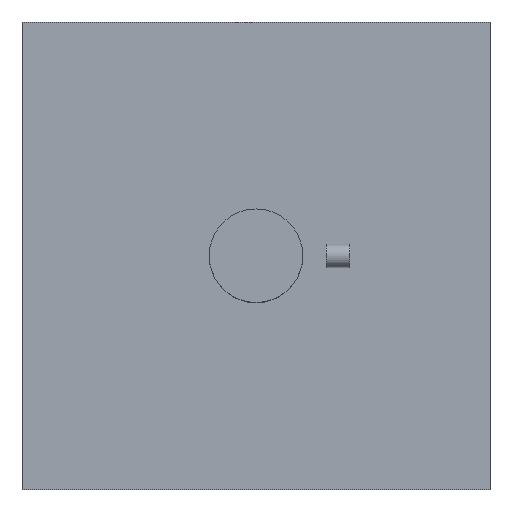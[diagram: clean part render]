
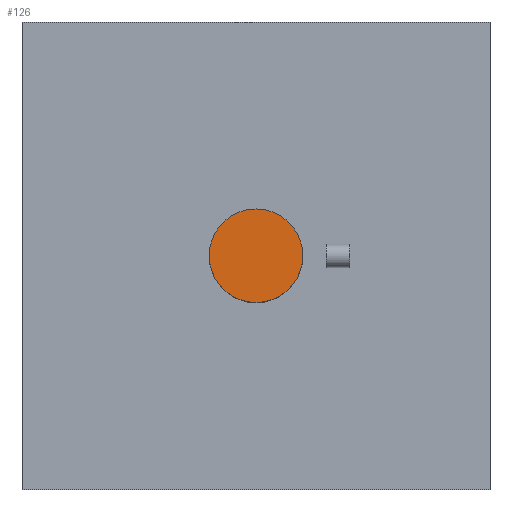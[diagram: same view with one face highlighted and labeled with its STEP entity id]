
A CAD part, top view. The second image highlights one B-rep face of the part: STEP entity #126.
In plain terms, the highlighted planar face has unit normal (0, 0, 1).
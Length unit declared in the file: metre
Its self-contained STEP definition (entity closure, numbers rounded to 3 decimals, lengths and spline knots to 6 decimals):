
#126=ADVANCED_FACE('0:83',(#230),#231,.T.);
#132=EDGE_CURVE('0:92',#240,#240,#241,.F.);
#230=FACE_OUTER_BOUND('',#326,.T.);
#231=PLANE('',#327);
#240=VERTEX_POINT('',#337);
#241=CIRCLE('',#338,0.01);
#326=EDGE_LOOP('',(#421));
#327=AXIS2_PLACEMENT_3D('',#422,#423,#424);
#337=CARTESIAN_POINT('',(0.01,0.,0.035));
#338=AXIS2_PLACEMENT_3D('',#436,#437,#438);
#421=ORIENTED_EDGE('',*,*,#132,.F.);
#422=CARTESIAN_POINT('',(0.0,0.0,0.035));
#423=DIRECTION('',(0.0,0.0,1.0));
#424=DIRECTION('',(1.0,0.0,0.0));
#436=CARTESIAN_POINT('',(0.0,0.0,0.035));
#437=DIRECTION('',(0.0,0.0,1.0));
#438=DIRECTION('',(1.0,0.0,-0.0));
